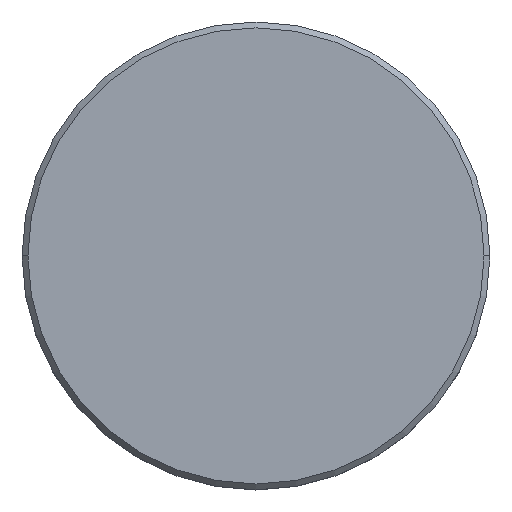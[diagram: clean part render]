
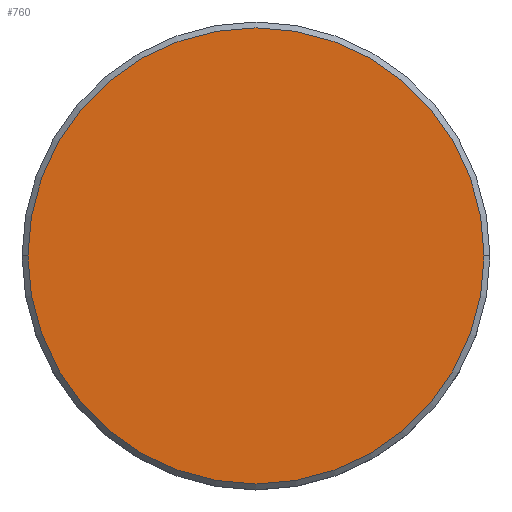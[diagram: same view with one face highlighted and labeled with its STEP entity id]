
A CAD part, top view. The second image highlights one B-rep face of the part: STEP entity #760.
In plain terms, the highlighted planar face has unit normal (0, 0, 1).
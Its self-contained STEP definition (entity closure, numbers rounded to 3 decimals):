
#31 = ORIENTED_EDGE ( 'NONE', *, *, #787, .T. ) ;
#120 = AXIS2_PLACEMENT_3D ( 'NONE', #591, #1136, #318 ) ;
#185 = DIRECTION ( 'NONE',  ( 1., 0., 0. ) ) ;
#190 = ORIENTED_EDGE ( 'NONE', *, *, #945, .T. ) ;
#225 = VERTEX_POINT ( 'NONE', #409 ) ;
#228 = AXIS2_PLACEMENT_3D ( 'NONE', #629, #339, #185 ) ;
#318 = DIRECTION ( 'NONE',  ( 1., 0., 0. ) ) ;
#323 = FACE_OUTER_BOUND ( 'NONE', #429, .T. ) ;
#339 = DIRECTION ( 'NONE',  ( 0., 0., 1. ) ) ;
#357 = CARTESIAN_POINT ( 'NONE',  ( 19.5, 0., 0. ) ) ;
#409 = CARTESIAN_POINT ( 'NONE',  ( -19.5, 0., 0. ) ) ;
#429 = EDGE_LOOP ( 'NONE', ( #190, #31 ) ) ;
#591 = CARTESIAN_POINT ( 'NONE',  ( 0., 0., 0. ) ) ;
#605 = PLANE ( 'NONE',  #1169 ) ;
#629 = CARTESIAN_POINT ( 'NONE',  ( 0., 0., 0. ) ) ;
#690 = DIRECTION ( 'NONE',  ( 0., 0., 1. ) ) ;
#760 = ADVANCED_FACE ( 'NONE', ( #323 ), #605, .T. ) ;
#787 = EDGE_CURVE ( 'NONE', #893, #225, #990, .T. ) ;
#866 = CARTESIAN_POINT ( 'NONE',  ( 0., 0., 0. ) ) ;
#893 = VERTEX_POINT ( 'NONE', #357 ) ;
#945 = EDGE_CURVE ( 'NONE', #225, #893, #1029, .T. ) ;
#968 = DIRECTION ( 'NONE',  ( 1., 0., 0. ) ) ;
#990 = CIRCLE ( 'NONE', #120, 19.5 ) ;
#1029 = CIRCLE ( 'NONE', #228, 19.5 ) ;
#1136 = DIRECTION ( 'NONE',  ( 0., 0., 1. ) ) ;
#1169 = AXIS2_PLACEMENT_3D ( 'NONE', #866, #690, #968 ) ;
